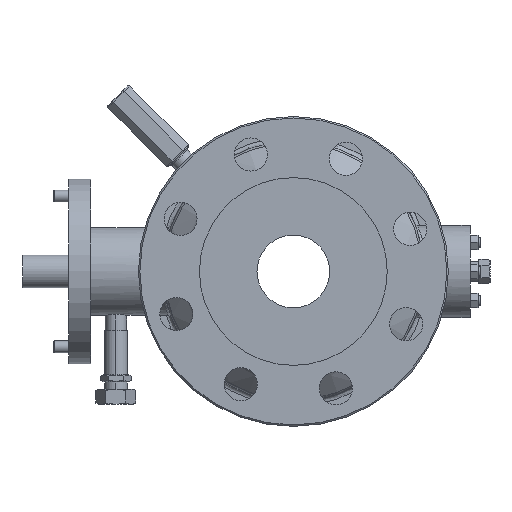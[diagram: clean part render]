
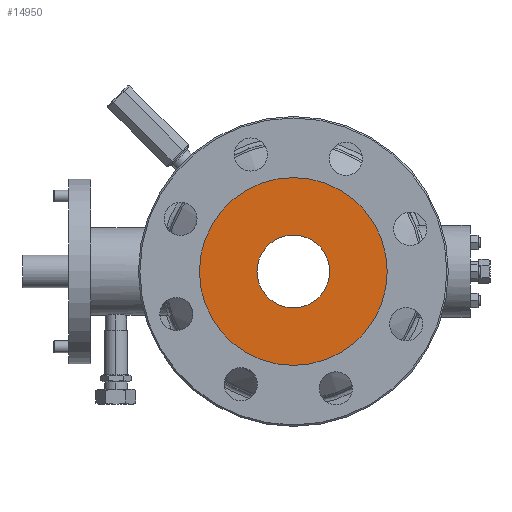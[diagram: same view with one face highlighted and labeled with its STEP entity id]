
A CAD part, left-side view. The second image highlights one B-rep face of the part: STEP entity #14950.
In plain terms, the highlighted planar face has unit normal (-1, 0, 0).
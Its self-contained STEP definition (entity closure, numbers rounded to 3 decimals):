
#17 = CARTESIAN_POINT ( 'NONE',  ( -130.5, 0., 0. ) ) ;
#1626 = VERTEX_POINT ( 'NONE', #3070 ) ;
#2055 = DIRECTION ( 'NONE',  ( -1., 0., 0. ) ) ;
#2146 = DIRECTION ( 'NONE',  ( -1., 0., 0. ) ) ;
#2497 = CIRCLE ( 'NONE', #3318, 24.6 ) ;
#2841 = CIRCLE ( 'NONE', #11469, 63.5 ) ;
#3070 = CARTESIAN_POINT ( 'NONE',  ( -130.5, 0., 63.5 ) ) ;
#3318 = AXIS2_PLACEMENT_3D ( 'NONE', #7389, #18818, #24770 ) ;
#5196 = EDGE_CURVE ( 'NONE', #1626, #6043, #13775, .T. ) ;
#5319 = EDGE_CURVE ( 'NONE', #15800, #6337, #22402, .T. ) ;
#6043 = VERTEX_POINT ( 'NONE', #6234 ) ;
#6234 = CARTESIAN_POINT ( 'NONE',  ( -130.5, 0., -63.5 ) ) ;
#6337 = VERTEX_POINT ( 'NONE', #7625 ) ;
#7389 = CARTESIAN_POINT ( 'NONE',  ( -130.5, 0., 0. ) ) ;
#7625 = CARTESIAN_POINT ( 'NONE',  ( -130.5, 0., -24.6 ) ) ;
#8930 = DIRECTION ( 'NONE',  ( 0., 0., 1. ) ) ;
#9392 = PLANE ( 'NONE',  #20532 ) ;
#9750 = ORIENTED_EDGE ( 'NONE', *, *, #5196, .T. ) ;
#10334 = EDGE_CURVE ( 'NONE', #6043, #1626, #2841, .T. ) ;
#11469 = AXIS2_PLACEMENT_3D ( 'NONE', #11553, #23116, #19251 ) ;
#11553 = CARTESIAN_POINT ( 'NONE',  ( -130.5, 0., 0. ) ) ;
#11588 = FACE_OUTER_BOUND ( 'NONE', #16944, .T. ) ;
#13775 = CIRCLE ( 'NONE', #16644, 63.5 ) ;
#14221 = EDGE_LOOP ( 'NONE', ( #24458, #24445 ) ) ;
#14950 = ADVANCED_FACE ( 'NONE', ( #11588, #17609 ), #9392, .T. ) ;
#15800 = VERTEX_POINT ( 'NONE', #19402 ) ;
#15881 = DIRECTION ( 'NONE',  ( 0., 0., 1. ) ) ;
#16526 = CARTESIAN_POINT ( 'NONE',  ( -130.5, 0., 0. ) ) ;
#16644 = AXIS2_PLACEMENT_3D ( 'NONE', #19753, #2146, #15881 ) ;
#16944 = EDGE_LOOP ( 'NONE', ( #21881, #9750 ) ) ;
#17609 = FACE_BOUND ( 'NONE', #14221, .T. ) ;
#17748 = DIRECTION ( 'NONE',  ( 0., 0., 1. ) ) ;
#18704 = DIRECTION ( 'NONE',  ( -1., 0., 0. ) ) ;
#18818 = DIRECTION ( 'NONE',  ( -1., 0., 0. ) ) ;
#19115 = AXIS2_PLACEMENT_3D ( 'NONE', #16526, #18704, #8930 ) ;
#19251 = DIRECTION ( 'NONE',  ( 0., 0., 1. ) ) ;
#19402 = CARTESIAN_POINT ( 'NONE',  ( -130.5, 0., 24.6 ) ) ;
#19753 = CARTESIAN_POINT ( 'NONE',  ( -130.5, 0., 0. ) ) ;
#20532 = AXIS2_PLACEMENT_3D ( 'NONE', #17, #2055, #17748 ) ;
#21881 = ORIENTED_EDGE ( 'NONE', *, *, #10334, .T. ) ;
#22402 = CIRCLE ( 'NONE', #19115, 24.6 ) ;
#23116 = DIRECTION ( 'NONE',  ( -1., 0., 0. ) ) ;
#24445 = ORIENTED_EDGE ( 'NONE', *, *, #5319, .F. ) ;
#24458 = ORIENTED_EDGE ( 'NONE', *, *, #25238, .F. ) ;
#24770 = DIRECTION ( 'NONE',  ( 0., 0., 1. ) ) ;
#25238 = EDGE_CURVE ( 'NONE', #6337, #15800, #2497, .T. ) ;
